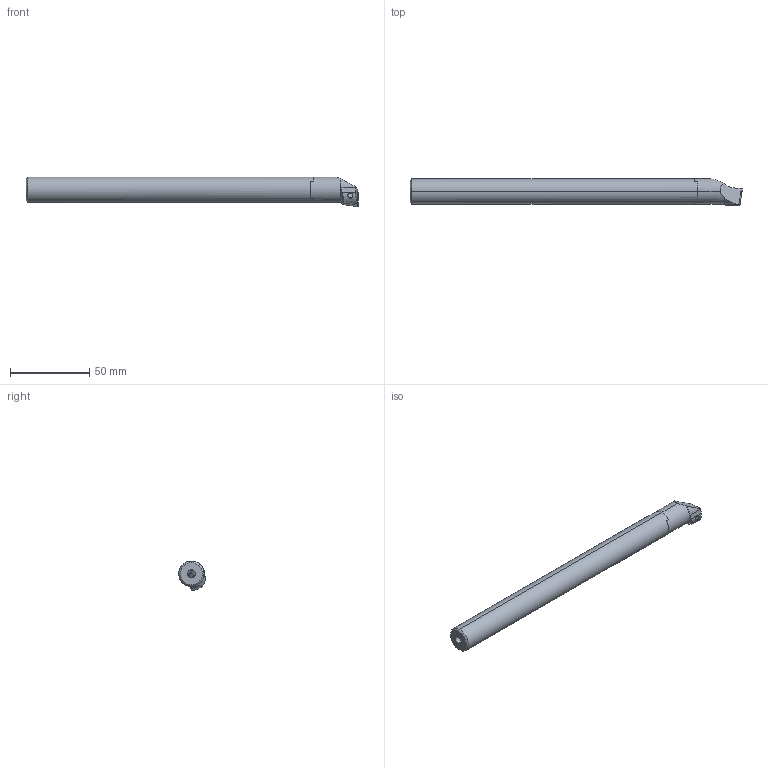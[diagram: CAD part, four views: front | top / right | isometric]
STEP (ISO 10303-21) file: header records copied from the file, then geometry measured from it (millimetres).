
FILE_DESCRIPTION (( 'STEP AP203' ), '1' );
FILE_NAME ('274.022.009C.STEP', '2024-08-27T08:52:43', ( '' ), ( '' ), 'SwSTEP 2.0', 'SolidWorks 2022', '' );
FILE_SCHEMA (( 'CONFIG_CONTROL_DESIGN' ));
Length unit declared in the file: millimetre
Products named in the file (6): WCB-ER2.001.009_A; HM2-BG1.001.030_C; CCMT09T304; B22-WCB.K13.210_B; 274.022.009C; HM2-U16.001.182_A
Assembly tree (5 placements, depth 3):
  274.022.009C
    B22-WCB.K13.210_B
      HM2-U16.001.182_A
      HM2-BG1.001.030_C
    WCB-ER2.001.009_A
    CCMT09T304
Bounding box: 210 x 16.71 x 18.87 mm (x, y, z)
Volume: 36882.7 mm3; surface area: 14683 mm2
Topology: 4 solids, 4 shells, 143 faces, 372 edges, 227 vertices
Faces by surface type: plane 44, cylinder 42, cone 34, bspline 12, torus 9, sphere 2
Entity records: 5419 total; most frequent: CARTESIAN_POINT 1518, ORIENTED_EDGE 724, DIRECTION 651, EDGE_CURVE 362, AXIS2_PLACEMENT_3D 252, VERTEX_POINT 227, EDGE_LOOP 151, LINE 147
